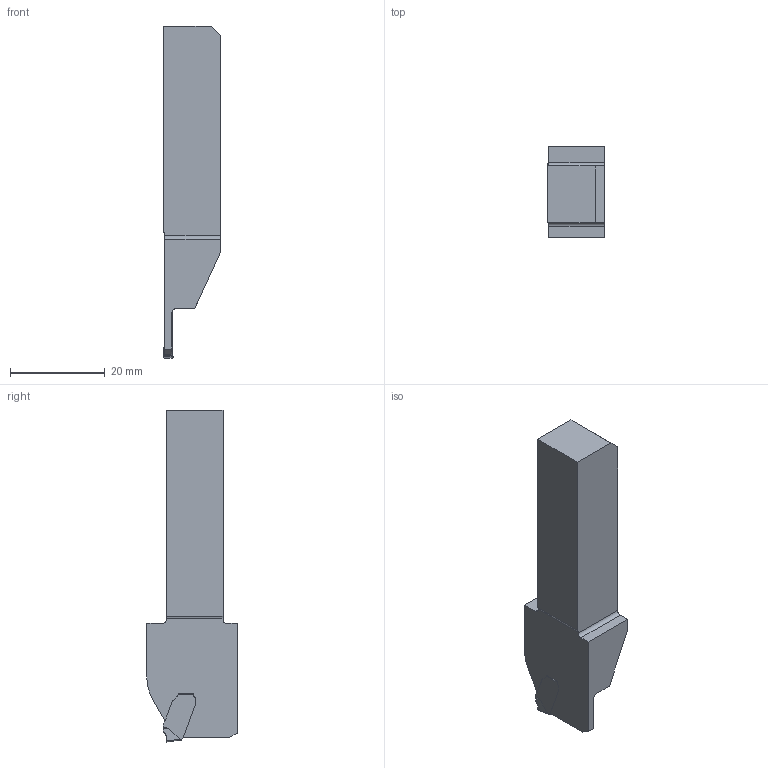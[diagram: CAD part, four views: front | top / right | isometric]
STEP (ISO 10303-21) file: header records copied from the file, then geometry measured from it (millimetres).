
FILE_DESCRIPTION(/* description */ (''),/* implementation_level */ '2;1');
FILE_NAME(/* name */ 'toolassembly_1.stp',/* time_stamp */ '2019-12-23T11:07:43+01:00',/* author */ (''),/* organization */ ('SMS'),/* preprocessor_version */ 'ST-DEVELOPER v16.7',/* originating_system */ 'SIEMENS PLM Software NX 12.0',/* authorisation */ '');
FILE_SCHEMA (('AUTOMOTIVE_DESIGN { 1 0 10303 214 3 1 1 1 }'));
Length unit declared in the file: millimetre
Products named in the file (4): ASSEMBLY_CONSTRUCTION; CUT_20191223110712; NOCUT_20191223110630; TOOLASSEMBLY_1
Assembly tree (3 placements, depth 2):
  TOOLASSEMBLY_1
    NOCUT_20191223110630
    CUT_20191223110712
    ASSEMBLY_CONSTRUCTION
Bounding box: 12 x 19.07 x 70 mm (x, y, z)
Volume: 8198 mm3; surface area: 3718.5 mm2
Topology: 2 solids, 2 shells, 92 faces, 267 edges, 195 vertices
Faces by surface type: plane 43, cylinder 34, extrusion 9, torus 4, bspline 2
Entity records: 3720 total; most frequent: CARTESIAN_POINT 1056, DIRECTION 520, ORIENTED_EDGE 516, EDGE_CURVE 258, AXIS2_PLACEMENT_3D 178, VERTEX_POINT 170, VECTOR 164, LINE 155
